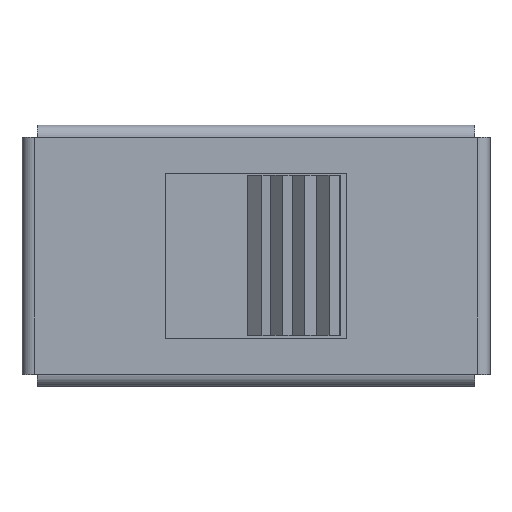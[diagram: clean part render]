
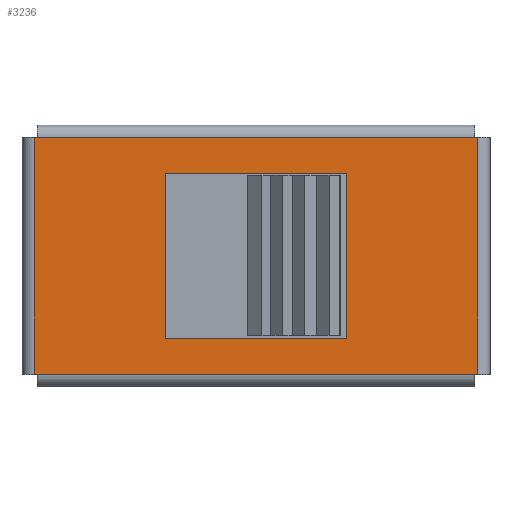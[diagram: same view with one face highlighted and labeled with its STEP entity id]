
A CAD part, top view. The second image highlights one B-rep face of the part: STEP entity #3236.
In plain terms, the highlighted planar face has unit normal (0, 0, 1).
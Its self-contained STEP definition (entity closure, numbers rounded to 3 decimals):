
#386=ORIENTED_EDGE('',*,*,#1004,.F.);
#387=ORIENTED_EDGE('',*,*,#1005,.F.);
#388=ORIENTED_EDGE('',*,*,#1006,.F.);
#389=ORIENTED_EDGE('',*,*,#1007,.F.);
#390=ORIENTED_EDGE('',*,*,#966,.T.);
#391=ORIENTED_EDGE('',*,*,#1008,.T.);
#392=ORIENTED_EDGE('',*,*,#1009,.T.);
#393=ORIENTED_EDGE('',*,*,#1010,.T.);
#394=ORIENTED_EDGE('',*,*,#1011,.T.);
#395=ORIENTED_EDGE('',*,*,#1012,.T.);
#396=ORIENTED_EDGE('',*,*,#922,.T.);
#397=ORIENTED_EDGE('',*,*,#1013,.T.);
#398=ORIENTED_EDGE('',*,*,#1014,.T.);
#399=ORIENTED_EDGE('',*,*,#1015,.T.);
#400=ORIENTED_EDGE('',*,*,#1016,.T.);
#401=ORIENTED_EDGE('',*,*,#1017,.T.);
#922=EDGE_CURVE('',#1232,#1236,#1473,.T.);
#966=EDGE_CURVE('',#1267,#1270,#1508,.T.);
#1004=EDGE_CURVE('',#1296,#1297,#1538,.T.);
#1005=EDGE_CURVE('',#1298,#1296,#1539,.T.);
#1006=EDGE_CURVE('',#1299,#1298,#1540,.T.);
#1007=EDGE_CURVE('',#1297,#1299,#1541,.T.);
#1008=EDGE_CURVE('',#1270,#1300,#1542,.T.);
#1009=EDGE_CURVE('',#1300,#1301,#1543,.T.);
#1010=EDGE_CURVE('',#1301,#1302,#1544,.T.);
#1011=EDGE_CURVE('',#1302,#1303,#1545,.T.);
#1012=EDGE_CURVE('',#1303,#1232,#1546,.T.);
#1013=EDGE_CURVE('',#1236,#1304,#1547,.T.);
#1014=EDGE_CURVE('',#1304,#1305,#1548,.T.);
#1015=EDGE_CURVE('',#1305,#1306,#1549,.T.);
#1016=EDGE_CURVE('',#1306,#1307,#1550,.T.);
#1017=EDGE_CURVE('',#1307,#1267,#1551,.T.);
#1232=VERTEX_POINT('',#4420);
#1236=VERTEX_POINT('',#4427);
#1267=VERTEX_POINT('',#4507);
#1270=VERTEX_POINT('',#4513);
#1296=VERTEX_POINT('',#4586);
#1297=VERTEX_POINT('',#4587);
#1298=VERTEX_POINT('',#4589);
#1299=VERTEX_POINT('',#4591);
#1300=VERTEX_POINT('',#4594);
#1301=VERTEX_POINT('',#4596);
#1302=VERTEX_POINT('',#4598);
#1303=VERTEX_POINT('',#4600);
#1304=VERTEX_POINT('',#4603);
#1305=VERTEX_POINT('',#4605);
#1306=VERTEX_POINT('',#4607);
#1307=VERTEX_POINT('',#4609);
#1473=LINE('',#4428,#1761);
#1508=LINE('',#4514,#1796);
#1538=LINE('',#4585,#1826);
#1539=LINE('',#4588,#1827);
#1540=LINE('',#4590,#1828);
#1541=LINE('',#4592,#1829);
#1542=LINE('',#4593,#1830);
#1543=LINE('',#4595,#1831);
#1544=LINE('',#4597,#1832);
#1545=LINE('',#4599,#1833);
#1546=LINE('',#4601,#1834);
#1547=LINE('',#4602,#1835);
#1548=LINE('',#4604,#1836);
#1549=LINE('',#4606,#1837);
#1550=LINE('',#4608,#1838);
#1551=LINE('',#4610,#1839);
#1761=VECTOR('',#3721,1000.);
#1796=VECTOR('',#3790,1000.);
#1826=VECTOR('',#3852,1000.);
#1827=VECTOR('',#3853,1000.);
#1828=VECTOR('',#3854,1000.);
#1829=VECTOR('',#3855,1000.);
#1830=VECTOR('',#3856,1000.);
#1831=VECTOR('',#3857,1000.);
#1832=VECTOR('',#3858,1000.);
#1833=VECTOR('',#3859,1000.);
#1834=VECTOR('',#3860,1000.);
#1835=VECTOR('',#3861,1000.);
#1836=VECTOR('',#3862,1000.);
#1837=VECTOR('',#3863,1000.);
#1838=VECTOR('',#3864,1000.);
#1839=VECTOR('',#3865,1000.);
#1988=EDGE_LOOP('',(#386,#387,#388,#389));
#1989=EDGE_LOOP('',(#390,#391,#392,#393,#394,#395,#396,#397,#398,#399,#400,
#401));
#2122=FACE_BOUND('',#1988,.T.);
#2123=FACE_BOUND('',#1989,.T.);
#2249=PLANE('',#3405);
#3236=ADVANCED_FACE('',(#2122,#2123),#2249,.T.);
#3405=AXIS2_PLACEMENT_3D('',#4584,#3850,#3851);
#3721=DIRECTION('',(0.,1.,0.));
#3790=DIRECTION('',(0.,-1.,0.));
#3850=DIRECTION('',(0.,0.,1.));
#3851=DIRECTION('',(1.,0.,0.));
#3852=DIRECTION('',(-1.,0.,0.));
#3853=DIRECTION('',(0.,1.,0.));
#3854=DIRECTION('',(1.,0.,0.));
#3855=DIRECTION('',(0.,-1.,0.));
#3856=DIRECTION('',(1.,0.,0.));
#3857=DIRECTION('',(0.,1.,0.));
#3858=DIRECTION('',(1.,0.,0.));
#3859=DIRECTION('',(0.,1.,0.));
#3860=DIRECTION('',(-1.,0.,0.));
#3861=DIRECTION('',(-1.,0.,0.));
#3862=DIRECTION('',(0.,-1.,0.));
#3863=DIRECTION('',(-1.,0.,0.));
#3864=DIRECTION('',(0.,-1.,0.));
#3865=DIRECTION('',(1.,0.,0.));
#4420=CARTESIAN_POINT('',(5.186,2.808,0.));
#4427=CARTESIAN_POINT('',(5.186,2.812,0.));
#4428=CARTESIAN_POINT('',(5.186,0.,0.));
#4507=CARTESIAN_POINT('',(-5.186,-2.808,0.));
#4513=CARTESIAN_POINT('',(-5.186,-2.812,0.));
#4514=CARTESIAN_POINT('',(-5.186,0.,0.));
#4584=CARTESIAN_POINT('',(0.,0.,0.));
#4585=CARTESIAN_POINT('',(2.15,1.95,0.));
#4586=CARTESIAN_POINT('',(2.15,1.95,0.));
#4587=CARTESIAN_POINT('',(-2.15,1.95,0.));
#4588=CARTESIAN_POINT('',(2.15,-1.95,0.));
#4589=CARTESIAN_POINT('',(2.15,-1.95,0.));
#4590=CARTESIAN_POINT('',(-2.15,-1.95,0.));
#4591=CARTESIAN_POINT('',(-2.15,-1.95,0.));
#4592=CARTESIAN_POINT('',(-2.15,1.95,0.));
#4593=CARTESIAN_POINT('',(0.,-2.812,0.));
#4594=CARTESIAN_POINT('',(5.186,-2.812,0.));
#4595=CARTESIAN_POINT('',(5.186,0.,0.));
#4596=CARTESIAN_POINT('',(5.186,-2.808,0.));
#4597=CARTESIAN_POINT('',(0.,-2.808,0.));
#4598=CARTESIAN_POINT('',(5.262,-2.808,0.));
#4599=CARTESIAN_POINT('',(5.262,0.,0.));
#4600=CARTESIAN_POINT('',(5.262,2.808,0.));
#4601=CARTESIAN_POINT('',(0.,2.808,0.));
#4602=CARTESIAN_POINT('',(0.,2.812,0.));
#4603=CARTESIAN_POINT('',(-5.186,2.812,0.));
#4604=CARTESIAN_POINT('',(-5.186,0.,0.));
#4605=CARTESIAN_POINT('',(-5.186,2.808,0.));
#4606=CARTESIAN_POINT('',(0.,2.808,0.));
#4607=CARTESIAN_POINT('',(-5.262,2.808,0.));
#4608=CARTESIAN_POINT('',(-5.262,0.,0.));
#4609=CARTESIAN_POINT('',(-5.262,-2.808,0.));
#4610=CARTESIAN_POINT('',(0.,-2.808,0.));
